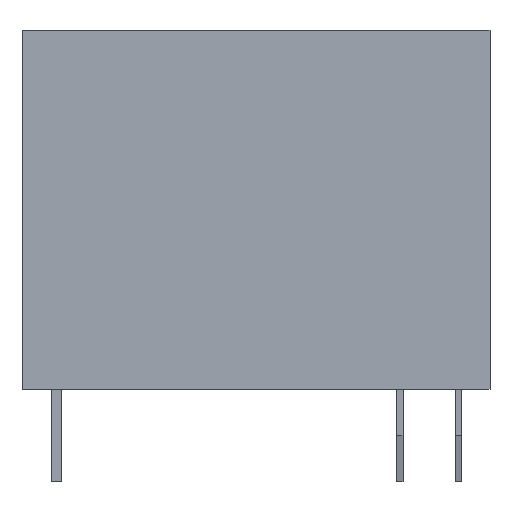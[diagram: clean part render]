
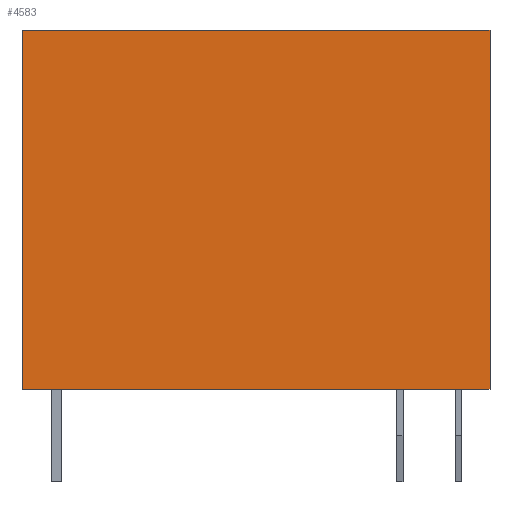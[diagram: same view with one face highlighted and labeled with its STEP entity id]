
A CAD part, front view. The second image highlights one B-rep face of the part: STEP entity #4583.
In plain terms, the highlighted planar face has unit normal (0, -1, 0).
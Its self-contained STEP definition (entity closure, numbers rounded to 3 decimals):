
#279 = DIRECTION ( 'NONE',  ( 1., 0., 0. ) ) ;
#450 = DIRECTION ( 'NONE',  ( 1., 0., 0. ) ) ;
#518 = LINE ( 'NONE', #8821, #10000 ) ;
#975 = CARTESIAN_POINT ( 'NONE',  ( -10.1, -5., 15.5 ) ) ;
#1063 = DIRECTION ( 'NONE',  ( 0., 0., 1. ) ) ;
#1916 = DIRECTION ( 'NONE',  ( 0., 0., -1. ) ) ;
#2017 = EDGE_CURVE ( 'NONE', #3860, #11054, #2464, .T. ) ;
#2050 = ORIENTED_EDGE ( 'NONE', *, *, #14588, .F. ) ;
#2102 = VECTOR ( 'NONE', #1916, 1000. ) ;
#2464 = LINE ( 'NONE', #3593, #12129 ) ;
#3196 = CARTESIAN_POINT ( 'NONE',  ( 10.1, -5., 0. ) ) ;
#3593 = CARTESIAN_POINT ( 'NONE',  ( -10.1, -5., 15.5 ) ) ;
#3860 = VERTEX_POINT ( 'NONE', #14251 ) ;
#3955 = EDGE_CURVE ( 'NONE', #11219, #5817, #518, .T. ) ;
#4426 = AXIS2_PLACEMENT_3D ( 'NONE', #15102, #4530, #1063 ) ;
#4530 = DIRECTION ( 'NONE',  ( 0., 1., 0. ) ) ;
#4583 = ADVANCED_FACE ( 'NONE', ( #6829 ), #9147, .F. ) ;
#5452 = ORIENTED_EDGE ( 'NONE', *, *, #12650, .T. ) ;
#5649 = DIRECTION ( 'NONE',  ( 0., 0., -1. ) ) ;
#5817 = VERTEX_POINT ( 'NONE', #3196 ) ;
#6734 = ORIENTED_EDGE ( 'NONE', *, *, #3955, .T. ) ;
#6829 = FACE_OUTER_BOUND ( 'NONE', #13778, .T. ) ;
#7691 = CARTESIAN_POINT ( 'NONE',  ( 10.1, -5., 15.5 ) ) ;
#8821 = CARTESIAN_POINT ( 'NONE',  ( -10.1, -5., 0. ) ) ;
#9147 = PLANE ( 'NONE',  #4426 ) ;
#9330 = CARTESIAN_POINT ( 'NONE',  ( -10.1, -5., 0. ) ) ;
#10000 = VECTOR ( 'NONE', #450, 1000. ) ;
#10968 = VECTOR ( 'NONE', #5649, 1000. ) ;
#11054 = VERTEX_POINT ( 'NONE', #7691 ) ;
#11219 = VERTEX_POINT ( 'NONE', #9330 ) ;
#11433 = LINE ( 'NONE', #14945, #10968 ) ;
#12129 = VECTOR ( 'NONE', #279, 1000. ) ;
#12311 = ORIENTED_EDGE ( 'NONE', *, *, #2017, .F. ) ;
#12521 = LINE ( 'NONE', #975, #2102 ) ;
#12650 = EDGE_CURVE ( 'NONE', #3860, #11219, #12521, .T. ) ;
#13778 = EDGE_LOOP ( 'NONE', ( #6734, #2050, #12311, #5452 ) ) ;
#14251 = CARTESIAN_POINT ( 'NONE',  ( -10.1, -5., 15.5 ) ) ;
#14588 = EDGE_CURVE ( 'NONE', #11054, #5817, #11433, .T. ) ;
#14945 = CARTESIAN_POINT ( 'NONE',  ( 10.1, -5., 15.5 ) ) ;
#15102 = CARTESIAN_POINT ( 'NONE',  ( -10.1, -5., 15.5 ) ) ;
